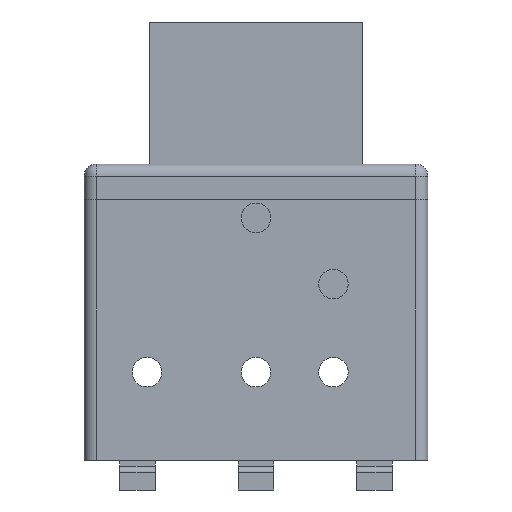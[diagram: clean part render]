
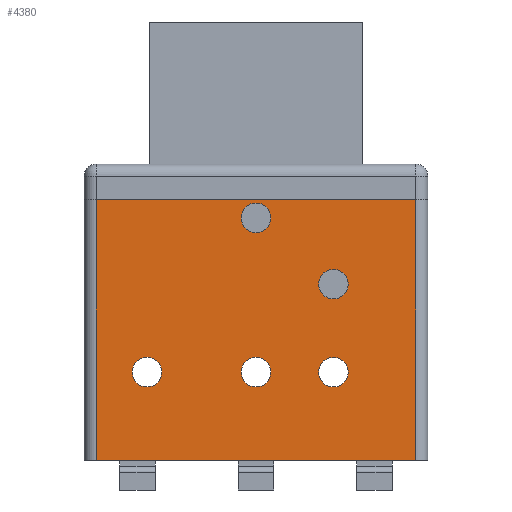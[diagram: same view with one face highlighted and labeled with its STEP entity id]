
A CAD part, left-side view. The second image highlights one B-rep face of the part: STEP entity #4380.
In plain terms, the highlighted planar face has unit normal (-1, 0, 0).
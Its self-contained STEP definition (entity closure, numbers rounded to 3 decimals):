
#74=FACE_BOUND('',#612,.T.);
#75=FACE_BOUND('',#613,.T.);
#76=FACE_BOUND('',#614,.T.);
#77=FACE_BOUND('',#615,.T.);
#78=FACE_BOUND('',#616,.T.);
#142=CIRCLE('',#4652,0.25);
#146=CIRCLE('',#4658,0.25);
#150=CIRCLE('',#4664,0.25);
#154=CIRCLE('',#4670,0.25);
#158=CIRCLE('',#4676,0.25);
#368=FACE_OUTER_BOUND('',#611,.T.);
#611=EDGE_LOOP('',(#3910,#3911,#3912,#3913));
#612=EDGE_LOOP('',(#3914));
#613=EDGE_LOOP('',(#3915));
#614=EDGE_LOOP('',(#3916));
#615=EDGE_LOOP('',(#3917));
#616=EDGE_LOOP('',(#3918));
#889=LINE('',#6395,#1438);
#1061=LINE('',#6787,#1610);
#1177=LINE('',#7051,#1726);
#1178=LINE('',#7053,#1727);
#1438=VECTOR('',#5183,10.);
#1610=VECTOR('',#5545,10.);
#1726=VECTOR('',#5805,10.);
#1727=VECTOR('',#5808,10.);
#1911=VERTEX_POINT('',#6341);
#1920=VERTEX_POINT('',#6369);
#2048=VERTEX_POINT('',#6784);
#2049=VERTEX_POINT('',#6786);
#2109=VERTEX_POINT('',#6971);
#2113=VERTEX_POINT('',#6983);
#2117=VERTEX_POINT('',#6995);
#2121=VERTEX_POINT('',#7007);
#2125=VERTEX_POINT('',#7019);
#2400=EDGE_CURVE('',#1911,#1920,#889,.T.);
#2597=EDGE_CURVE('',#2048,#2049,#1061,.T.);
#2699=EDGE_CURVE('',#2109,#2109,#142,.T.);
#2705=EDGE_CURVE('',#2113,#2113,#146,.T.);
#2711=EDGE_CURVE('',#2117,#2117,#150,.T.);
#2717=EDGE_CURVE('',#2121,#2121,#154,.T.);
#2723=EDGE_CURVE('',#2125,#2125,#158,.T.);
#2736=EDGE_CURVE('',#1911,#2048,#1177,.T.);
#2737=EDGE_CURVE('',#2049,#1920,#1178,.T.);
#3910=ORIENTED_EDGE('',*,*,#2736,.F.);
#3911=ORIENTED_EDGE('',*,*,#2400,.T.);
#3912=ORIENTED_EDGE('',*,*,#2737,.F.);
#3913=ORIENTED_EDGE('',*,*,#2597,.F.);
#3914=ORIENTED_EDGE('',*,*,#2699,.T.);
#3915=ORIENTED_EDGE('',*,*,#2705,.T.);
#3916=ORIENTED_EDGE('',*,*,#2711,.T.);
#3917=ORIENTED_EDGE('',*,*,#2717,.T.);
#3918=ORIENTED_EDGE('',*,*,#2723,.T.);
#4158=PLANE('',#4694);
#4380=ADVANCED_FACE('',(#368,#74,#75,#76,#77,#78),#4158,.T.);
#4652=AXIS2_PLACEMENT_3D('',#6973,#5701,#5702);
#4658=AXIS2_PLACEMENT_3D('',#6985,#5715,#5716);
#4664=AXIS2_PLACEMENT_3D('',#6997,#5729,#5730);
#4670=AXIS2_PLACEMENT_3D('',#7009,#5743,#5744);
#4676=AXIS2_PLACEMENT_3D('',#7021,#5757,#5758);
#4694=AXIS2_PLACEMENT_3D('',#7052,#5806,#5807);
#5183=DIRECTION('',(0.,1.,0.));
#5545=DIRECTION('',(0.,1.,0.));
#5701=DIRECTION('center_axis',(1.,0.,0.));
#5702=DIRECTION('ref_axis',(0.,0.,1.));
#5715=DIRECTION('center_axis',(1.,0.,0.));
#5716=DIRECTION('ref_axis',(0.,0.,1.));
#5729=DIRECTION('center_axis',(1.,0.,0.));
#5730=DIRECTION('ref_axis',(0.,0.,1.));
#5743=DIRECTION('center_axis',(1.,0.,0.));
#5744=DIRECTION('ref_axis',(0.,0.,1.));
#5757=DIRECTION('center_axis',(1.,0.,0.));
#5758=DIRECTION('ref_axis',(0.,0.,1.));
#5805=DIRECTION('',(0.,0.,-1.));
#5806=DIRECTION('center_axis',(-1.,0.,0.));
#5807=DIRECTION('ref_axis',(0.,0.,1.));
#5808=DIRECTION('',(0.,0.,1.));
#6341=CARTESIAN_POINT('',(-2.9,-2.7,4.4));
#6369=CARTESIAN_POINT('',(-2.9,2.7,4.4));
#6395=CARTESIAN_POINT('',(-2.9,-1.45,4.4));
#6784=CARTESIAN_POINT('',(-2.9,-2.7,0.));
#6786=CARTESIAN_POINT('',(-2.9,2.7,0.));
#6787=CARTESIAN_POINT('',(-2.9,-2.9,0.));
#6971=CARTESIAN_POINT('',(-2.9,-1.307,2.725));
#6973=CARTESIAN_POINT('Origin',(-2.9,-1.307,2.975));
#6983=CARTESIAN_POINT('',(-2.9,0.,3.844));
#6985=CARTESIAN_POINT('Origin',(-2.9,0.,4.094));
#6995=CARTESIAN_POINT('',(-2.9,0.,1.239));
#6997=CARTESIAN_POINT('Origin',(-2.9,0.,1.489));
#7007=CARTESIAN_POINT('',(-2.9,1.841,1.239));
#7009=CARTESIAN_POINT('Origin',(-2.9,1.841,1.489));
#7019=CARTESIAN_POINT('',(-2.9,-1.307,1.239));
#7021=CARTESIAN_POINT('Origin',(-2.9,-1.307,1.489));
#7051=CARTESIAN_POINT('',(-2.9,-2.7,0.));
#7052=CARTESIAN_POINT('Origin',(-2.9,-2.9,0.));
#7053=CARTESIAN_POINT('',(-2.9,2.7,0.));
